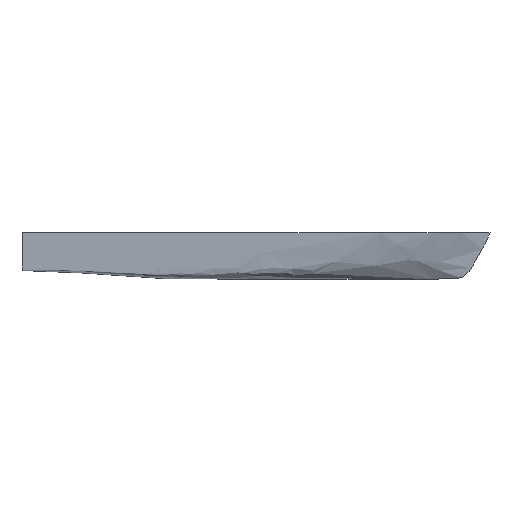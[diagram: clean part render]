
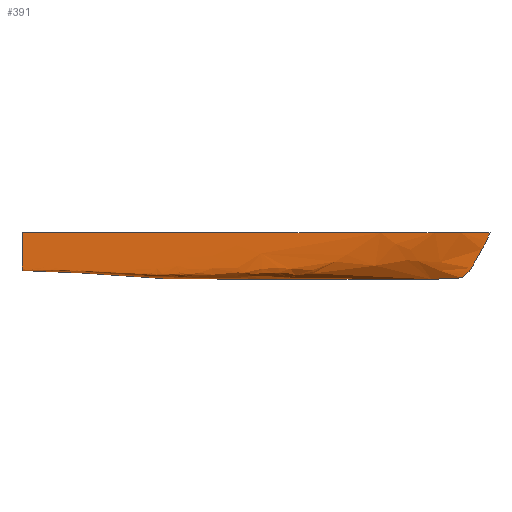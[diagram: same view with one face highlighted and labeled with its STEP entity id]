
A CAD part, front view. The second image highlights one B-rep face of the part: STEP entity #391.
In plain terms, the highlighted free-form (B-spline) face has degree [3, 2] with [9, 7] control points.
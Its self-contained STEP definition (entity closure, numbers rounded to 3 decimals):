
#391 = ADVANCED_FACE('',(#392),#446,.T.);
#392 = FACE_BOUND('',#393,.T.);
#393 = EDGE_LOOP('',(#394,#410,#422,#436));
#394 = ORIENTED_EDGE('',*,*,#395,.T.);
#395 = EDGE_CURVE('',#396,#398,#400,.T.);
#396 = VERTEX_POINT('',#397);
#397 = CARTESIAN_POINT('',(0.,-4644.008,926.598));
#398 = VERTEX_POINT('',#399);
#399 = CARTESIAN_POINT('',(46511.39,-4644.008,
    149.287));
#400 = B_SPLINE_CURVE_WITH_KNOTS('',3,(#401,#402,#403,#404,#405,#406,
    #407,#408,#409),.UNSPECIFIED.,.F.,.F.,(4,1,1,1,1,1,4),(0.,
    6.726,13.453,20.179,26.905,
    33.631,40.358),.UNSPECIFIED.);
#401 = CARTESIAN_POINT('',(0.,-4644.008,926.598));
#402 = CARTESIAN_POINT('',(2962.414,-4644.008,
    946.365));
#403 = CARTESIAN_POINT('',(8091.129,-4644.008,
    528.824));
#404 = CARTESIAN_POINT('',(14586.736,-4644.008,0.));
#405 = CARTESIAN_POINT('',(22284.938,-4644.008,
    -7.618));
#406 = CARTESIAN_POINT('',(30622.215,-4644.008,
    -7.618));
#407 = CARTESIAN_POINT('',(39865.915,-4644.008,0.));
#408 = CARTESIAN_POINT('',(45859.486,-4644.008,
    -29.651));
#409 = CARTESIAN_POINT('',(46511.39,-4644.008,
    149.287));
#410 = ORIENTED_EDGE('',*,*,#411,.T.);
#411 = EDGE_CURVE('',#398,#412,#414,.T.);
#412 = VERTEX_POINT('',#413);
#413 = CARTESIAN_POINT('',(49536.087,-4644.008,
    4941.854));
#414 = B_SPLINE_CURVE_WITH_KNOTS('',2,(#415,#416,#417,#418,#419,#420,
    #421),.UNSPECIFIED.,.F.,.F.,(3,1,1,1,1,3),(0.,1.12,
    2.239,3.359,4.479,5.599),
  .UNSPECIFIED.);
#415 = CARTESIAN_POINT('',(46511.39,-4644.008,
    149.287));
#416 = CARTESIAN_POINT('',(47164.373,-4644.008,
    549.781));
#417 = CARTESIAN_POINT('',(47902.75,-4644.008,
    1701.233));
#418 = CARTESIAN_POINT('',(48430.249,-4644.008,
    2707.211));
#419 = CARTESIAN_POINT('',(48924.237,-4644.008,
    3575.75));
#420 = CARTESIAN_POINT('',(49236.717,-4644.008,
    4147.244));
#421 = CARTESIAN_POINT('',(49536.087,-4644.008,
    4941.854));
#422 = ORIENTED_EDGE('',*,*,#423,.T.);
#423 = EDGE_CURVE('',#412,#424,#426,.T.);
#424 = VERTEX_POINT('',#425);
#425 = CARTESIAN_POINT('',(0.,-6811.212,4941.854));
#426 = B_SPLINE_CURVE_WITH_KNOTS('',3,(#427,#428,#429,#430,#431,#432,
    #433,#434,#435),.UNSPECIFIED.,.F.,.F.,(4,1,1,1,1,1,4),(
    -40.358,-33.631,-26.905,-20.179,
    -13.453,-6.726,0.),.UNSPECIFIED.);
#427 = CARTESIAN_POINT('',(49536.087,-4644.008,
    4941.854));
#428 = CARTESIAN_POINT('',(45643.067,-6538.764,
    4941.854));
#429 = CARTESIAN_POINT('',(39865.915,-6811.212,
    4941.854));
#430 = CARTESIAN_POINT('',(30622.215,-6811.212,
    4941.854));
#431 = CARTESIAN_POINT('',(22284.938,-6811.212,
    4941.854));
#432 = CARTESIAN_POINT('',(14586.736,-6811.212,
    4941.854));
#433 = CARTESIAN_POINT('',(8123.404,-6811.212,
    4941.854));
#434 = CARTESIAN_POINT('',(2962.414,-6811.212,
    4941.854));
#435 = CARTESIAN_POINT('',(0.,-6811.212,4941.854));
#436 = ORIENTED_EDGE('',*,*,#437,.T.);
#437 = EDGE_CURVE('',#424,#396,#438,.T.);
#438 = B_SPLINE_CURVE_WITH_KNOTS('',2,(#439,#440,#441,#442,#443,#444,
    #445),.UNSPECIFIED.,.F.,.F.,(3,1,1,1,1,3),(-5.599,
    -4.479,-3.359,-2.239,-1.12,0.),
  .UNSPECIFIED.);
#439 = CARTESIAN_POINT('',(0.,-6811.212,4941.854));
#440 = CARTESIAN_POINT('',(0.,-6811.212,3773.811));
#441 = CARTESIAN_POINT('',(0.,-6811.212,2812.53));
#442 = CARTESIAN_POINT('',(0.,-6811.212,1162.571));
#443 = CARTESIAN_POINT('',(0.,-6811.212,926.598));
#444 = CARTESIAN_POINT('',(0.,-5436.585,926.598));
#445 = CARTESIAN_POINT('',(0.,-4644.008,926.598));
#446 = B_SPLINE_SURFACE_WITH_KNOTS('',3,2,(
    (#447,#448,#449,#450,#451,#452,#453)
    ,(#454,#455,#456,#457,#458,#459,#460)
    ,(#461,#462,#463,#464,#465,#466,#467)
    ,(#468,#469,#470,#471,#472,#473,#474)
    ,(#475,#476,#477,#478,#479,#480,#481)
    ,(#482,#483,#484,#485,#486,#487,#488)
    ,(#489,#490,#491,#492,#493,#494,#495)
    ,(#496,#497,#498,#499,#500,#501,#502)
    ,(#503,#504,#505,#506,#507,#508,#509
    )),.UNSPECIFIED.,.F.,.F.,.F.,(4,1,1,1,1,1,4),(3,1,1,1,1,3),(0.,
    6.726,13.453,20.179,26.905,
    33.631,40.358),(0.,1.12,2.239,
    3.359,4.479,5.599),.UNSPECIFIED.);
#447 = CARTESIAN_POINT('',(0.,-4644.008,926.598));
#448 = CARTESIAN_POINT('',(0.,-5436.585,926.598));
#449 = CARTESIAN_POINT('',(0.,-6811.212,926.598));
#450 = CARTESIAN_POINT('',(0.,-6811.212,1162.571));
#451 = CARTESIAN_POINT('',(0.,-6811.212,2812.53));
#452 = CARTESIAN_POINT('',(0.,-6811.212,3773.811));
#453 = CARTESIAN_POINT('',(0.,-6811.212,4941.854));
#454 = CARTESIAN_POINT('',(2962.414,-4644.008,
    946.365));
#455 = CARTESIAN_POINT('',(2962.414,-5436.585,
    946.365));
#456 = CARTESIAN_POINT('',(3036.324,-6811.212,
    946.365));
#457 = CARTESIAN_POINT('',(2962.414,-6811.212,
    1144.039));
#458 = CARTESIAN_POINT('',(2962.414,-6811.212,
    2835.834));
#459 = CARTESIAN_POINT('',(2962.414,-6811.212,
    3785.213));
#460 = CARTESIAN_POINT('',(2962.414,-6811.212,
    4941.854));
#461 = CARTESIAN_POINT('',(8091.129,-4644.008,
    528.824));
#462 = CARTESIAN_POINT('',(8106.854,-5404.387,
    588.081));
#463 = CARTESIAN_POINT('',(8118.312,-6805.02,
    725.217));
#464 = CARTESIAN_POINT('',(8115.766,-6811.212,
    958.72));
#465 = CARTESIAN_POINT('',(8123.404,-6811.212,
    2835.834));
#466 = CARTESIAN_POINT('',(8123.404,-6811.212,
    3785.213));
#467 = CARTESIAN_POINT('',(8123.404,-6811.212,
    4941.854));
#468 = CARTESIAN_POINT('',(14586.736,-4644.008,0.));
#469 = CARTESIAN_POINT('',(14586.736,-5436.585,0.));
#470 = CARTESIAN_POINT('',(14588.009,-6811.212,
    189.026));
#471 = CARTESIAN_POINT('',(14607.105,-6811.212,
    841.351));
#472 = CARTESIAN_POINT('',(14586.736,-6811.212,
    2826.991));
#473 = CARTESIAN_POINT('',(14586.736,-6811.212,
    3780.886));
#474 = CARTESIAN_POINT('',(14586.736,-6811.212,
    4941.854));
#475 = CARTESIAN_POINT('',(22284.938,-4644.008,
    -7.618));
#476 = CARTESIAN_POINT('',(22284.938,-5436.585,
    -7.618));
#477 = CARTESIAN_POINT('',(22323.129,-6668.796,
    434.883));
#478 = CARTESIAN_POINT('',(22284.938,-6811.212,
    1095.856));
#479 = CARTESIAN_POINT('',(22284.938,-6811.212,
    2804.912));
#480 = CARTESIAN_POINT('',(22284.938,-6811.212,
    3770.083));
#481 = CARTESIAN_POINT('',(22284.938,-6811.212,
    4941.854));
#482 = CARTESIAN_POINT('',(30622.215,-4644.008,
    -7.618));
#483 = CARTESIAN_POINT('',(30622.215,-5466.307,
    24.71));
#484 = CARTESIAN_POINT('',(30622.215,-6322.043,
    533.72));
#485 = CARTESIAN_POINT('',(30662.954,-6717.093,
    1323.181));
#486 = CARTESIAN_POINT('',(30622.215,-6793.874,
    2864.377));
#487 = CARTESIAN_POINT('',(30622.215,-6793.874,
    3799.179));
#488 = CARTESIAN_POINT('',(30622.215,-6811.212,
    4941.854));
#489 = CARTESIAN_POINT('',(39865.915,-4644.008,0.));
#490 = CARTESIAN_POINT('',(39879.917,-5395.718,
    205.087));
#491 = CARTESIAN_POINT('',(39871.005,-5863.834,
    913.008));
#492 = CARTESIAN_POINT('',(39826.449,-6205.633,
    1844.547));
#493 = CARTESIAN_POINT('',(39876.097,-6613.068,
    3061.33));
#494 = CARTESIAN_POINT('',(39870.896,-6709.663,
    3878.676));
#495 = CARTESIAN_POINT('',(39865.915,-6811.212,
    4941.854));
#496 = CARTESIAN_POINT('',(45859.486,-4644.008,
    -29.651));
#497 = CARTESIAN_POINT('',(45879.854,-4931.318,
    584.374));
#498 = CARTESIAN_POINT('',(45851.847,-5247.11,
    1473.908));
#499 = CARTESIAN_POINT('',(45783.102,-5637.207,
    2447.453));
#500 = CARTESIAN_POINT('',(45736.,-5954.238,
    3417.99));
#501 = CARTESIAN_POINT('',(45685.896,-6220.494,
    4122.641));
#502 = CARTESIAN_POINT('',(45643.067,-6538.764,
    4941.854));
#503 = CARTESIAN_POINT('',(46511.39,-4644.008,
    149.287));
#504 = CARTESIAN_POINT('',(47164.373,-4644.008,
    549.781));
#505 = CARTESIAN_POINT('',(47902.75,-4644.008,
    1701.233));
#506 = CARTESIAN_POINT('',(48430.249,-4644.008,
    2707.211));
#507 = CARTESIAN_POINT('',(48924.237,-4644.008,
    3575.75));
#508 = CARTESIAN_POINT('',(49236.717,-4644.008,
    4147.244));
#509 = CARTESIAN_POINT('',(49536.087,-4644.008,
    4941.854));
